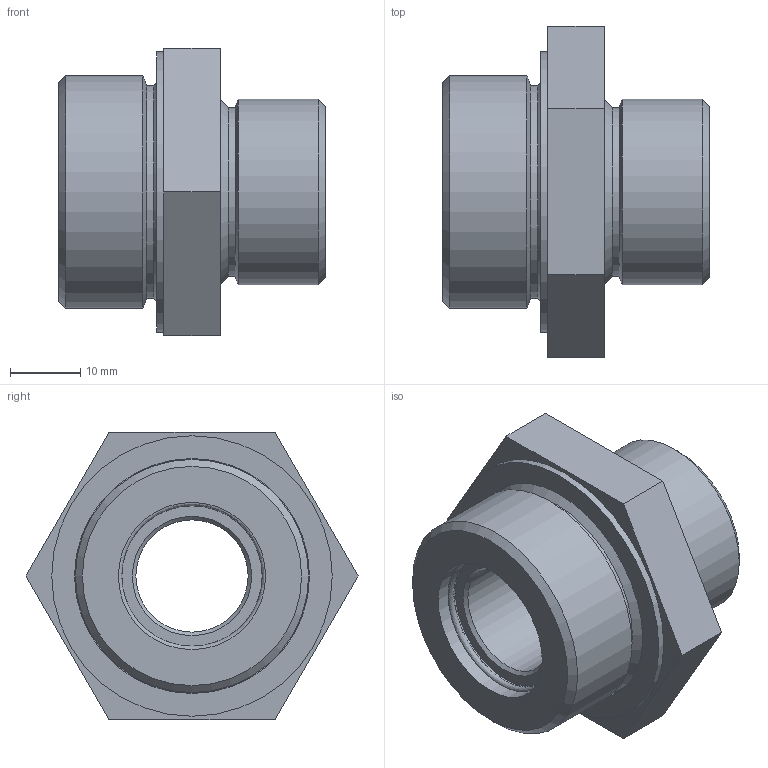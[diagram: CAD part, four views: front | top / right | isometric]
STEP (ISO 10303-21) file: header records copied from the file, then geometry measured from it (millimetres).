
FILE_DESCRIPTION (( 'STEP AP214' ), '1' );
FILE_NAME ('TUR-KN-HT25R.STEP', '2016-08-22T14:12:02', ( '' ), ( '' ), 'SwSTEP 2.0', 'SolidWorks 2016', '' );
FILE_SCHEMA (( 'AUTOMOTIVE_DESIGN' ));
Length unit declared in the file: millimetre
Products named in the file (1): TUR-KN-HT25R
Bounding box: 38 x 47.34 x 41 mm (x, y, z)
Volume: 24160.7 mm3; surface area: 8881.5 mm2
Topology: 1 solids, 1 shells, 33 faces, 73 edges, 47 vertices
Faces by surface type: plane 13, cylinder 10, cone 9, bspline 1
Full cylindrical faces by diameter (mm): 16 x1, 17 x1, 21 x2, 24.12 x1, 26.44 x1, 30.29 x1, 33.25 x1, 33.5 x1, 40 x1
Entity records: 892 total; most frequent: CARTESIAN_POINT 143, DIRECTION 136, ORIENTED_EDGE 88, EDGE_LOOP 60, AXIS2_PLACEMENT_3D 59, EDGE_CURVE 44, FACE_OUTER_BOUND 44, VERTEX_POINT 38
